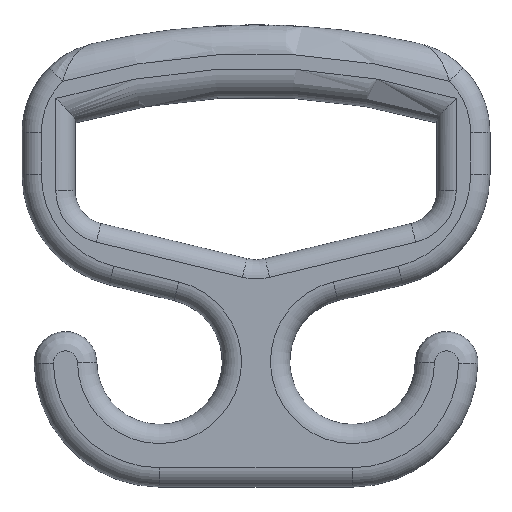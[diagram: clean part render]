
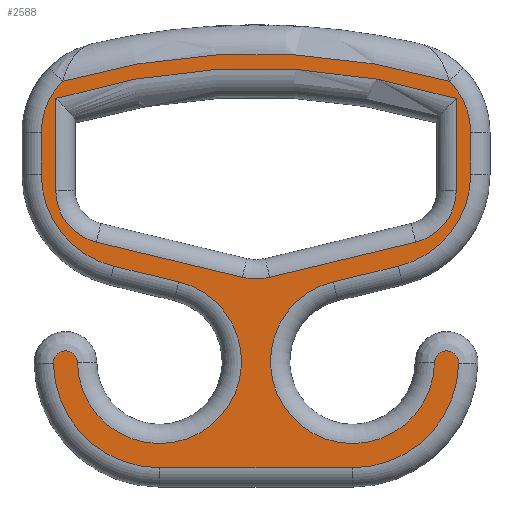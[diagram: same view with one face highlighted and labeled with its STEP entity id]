
A CAD part, top view. The second image highlights one B-rep face of the part: STEP entity #2588.
In plain terms, the highlighted planar face has unit normal (0, 0, 1).
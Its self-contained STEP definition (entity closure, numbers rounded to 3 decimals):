
#15=FACE_BOUND('',#730,.T.);
#45=PLANE('',#2820);
#161=LINE('',#5673,#302);
#162=LINE('',#5681,#303);
#164=LINE('',#5693,#305);
#166=LINE('',#5716,#307);
#167=LINE('',#5723,#308);
#168=LINE('',#5727,#309);
#169=LINE('',#5735,#310);
#170=LINE('',#5743,#311);
#171=LINE('',#5746,#312);
#302=VECTOR('',#3322,10.);
#303=VECTOR('',#3333,10.);
#305=VECTOR('',#3347,10.);
#307=VECTOR('',#3359,10.);
#308=VECTOR('',#3366,10.);
#309=VECTOR('',#3369,10.);
#310=VECTOR('',#3376,10.);
#311=VECTOR('',#3383,10.);
#312=VECTOR('',#3386,10.);
#559=FACE_OUTER_BOUND('',#729,.T.);
#729=EDGE_LOOP('',(#2209,#2210,#2211,#2212,#2213,#2214,#2215,#2216,#2217,
#2218,#2219,#2220,#2221,#2222,#2223,#2224));
#730=EDGE_LOOP('',(#2225,#2226,#2227,#2228,#2229,#2230,#2231,#2232));
#790=CIRCLE('',#2679,143.592);
#866=CIRCLE('',#2806,11.);
#870=CIRCLE('',#2812,12.);
#874=CIRCLE('',#2818,11.);
#875=CIRCLE('',#2821,14.89);
#876=CIRCLE('',#2822,14.89);
#877=CIRCLE('',#2823,19.598);
#878=CIRCLE('',#2824,17.);
#879=CIRCLE('',#2825,2.5);
#880=CIRCLE('',#2826,22.);
#881=CIRCLE('',#2827,22.);
#882=CIRCLE('',#2828,2.5);
#883=CIRCLE('',#2829,17.);
#884=CIRCLE('',#2830,19.598);
#885=CIRCLE('',#2831,140.592);
#1127=VERTEX_POINT('',#5317);
#1128=VERTEX_POINT('',#5326);
#1207=VERTEX_POINT('',#5658);
#1208=VERTEX_POINT('',#5660);
#1209=VERTEX_POINT('',#5675);
#1210=VERTEX_POINT('',#5679);
#1211=VERTEX_POINT('',#5683);
#1213=VERTEX_POINT('',#5689);
#1215=VERTEX_POINT('',#5695);
#1217=VERTEX_POINT('',#5701);
#1219=VERTEX_POINT('',#5718);
#1220=VERTEX_POINT('',#5720);
#1221=VERTEX_POINT('',#5722);
#1222=VERTEX_POINT('',#5724);
#1223=VERTEX_POINT('',#5726);
#1224=VERTEX_POINT('',#5728);
#1225=VERTEX_POINT('',#5730);
#1226=VERTEX_POINT('',#5732);
#1227=VERTEX_POINT('',#5734);
#1228=VERTEX_POINT('',#5736);
#1229=VERTEX_POINT('',#5738);
#1230=VERTEX_POINT('',#5740);
#1231=VERTEX_POINT('',#5742);
#1232=VERTEX_POINT('',#5744);
#1416=EDGE_CURVE('',#1127,#1128,#790,.T.);
#1553=EDGE_CURVE('',#1208,#1207,#161,.T.);
#1555=EDGE_CURVE('',#1207,#1209,#866,.T.);
#1557=EDGE_CURVE('',#1209,#1210,#162,.T.);
#1560=EDGE_CURVE('',#1210,#1211,#870,.T.);
#1563=EDGE_CURVE('',#1211,#1213,#164,.T.);
#1566=EDGE_CURVE('',#1213,#1215,#874,.T.);
#1569=EDGE_CURVE('',#1215,#1217,#166,.T.);
#1570=EDGE_CURVE('',#1128,#1219,#875,.T.);
#1571=EDGE_CURVE('',#1220,#1127,#876,.T.);
#1572=EDGE_CURVE('',#1221,#1220,#167,.T.);
#1573=EDGE_CURVE('',#1222,#1221,#877,.T.);
#1574=EDGE_CURVE('',#1223,#1222,#168,.T.);
#1575=EDGE_CURVE('',#1224,#1223,#878,.T.);
#1576=EDGE_CURVE('',#1225,#1224,#879,.T.);
#1577=EDGE_CURVE('',#1226,#1225,#880,.T.);
#1578=EDGE_CURVE('',#1227,#1226,#169,.T.);
#1579=EDGE_CURVE('',#1228,#1227,#881,.T.);
#1580=EDGE_CURVE('',#1229,#1228,#882,.T.);
#1581=EDGE_CURVE('',#1230,#1229,#883,.T.);
#1582=EDGE_CURVE('',#1231,#1230,#170,.T.);
#1583=EDGE_CURVE('',#1232,#1231,#884,.T.);
#1584=EDGE_CURVE('',#1219,#1232,#171,.T.);
#1585=EDGE_CURVE('',#1217,#1208,#885,.T.);
#2209=ORIENTED_EDGE('',*,*,#1570,.F.);
#2210=ORIENTED_EDGE('',*,*,#1416,.F.);
#2211=ORIENTED_EDGE('',*,*,#1571,.F.);
#2212=ORIENTED_EDGE('',*,*,#1572,.F.);
#2213=ORIENTED_EDGE('',*,*,#1573,.F.);
#2214=ORIENTED_EDGE('',*,*,#1574,.F.);
#2215=ORIENTED_EDGE('',*,*,#1575,.F.);
#2216=ORIENTED_EDGE('',*,*,#1576,.F.);
#2217=ORIENTED_EDGE('',*,*,#1577,.F.);
#2218=ORIENTED_EDGE('',*,*,#1578,.F.);
#2219=ORIENTED_EDGE('',*,*,#1579,.F.);
#2220=ORIENTED_EDGE('',*,*,#1580,.F.);
#2221=ORIENTED_EDGE('',*,*,#1581,.F.);
#2222=ORIENTED_EDGE('',*,*,#1582,.F.);
#2223=ORIENTED_EDGE('',*,*,#1583,.F.);
#2224=ORIENTED_EDGE('',*,*,#1584,.F.);
#2225=ORIENTED_EDGE('',*,*,#1585,.F.);
#2226=ORIENTED_EDGE('',*,*,#1569,.F.);
#2227=ORIENTED_EDGE('',*,*,#1566,.F.);
#2228=ORIENTED_EDGE('',*,*,#1563,.F.);
#2229=ORIENTED_EDGE('',*,*,#1560,.F.);
#2230=ORIENTED_EDGE('',*,*,#1557,.F.);
#2231=ORIENTED_EDGE('',*,*,#1555,.F.);
#2232=ORIENTED_EDGE('',*,*,#1553,.F.);
#2588=ADVANCED_FACE('',(#559,#15),#45,.T.);
#2679=AXIS2_PLACEMENT_3D('',#5327,#3017,#3018);
#2806=AXIS2_PLACEMENT_3D('',#5677,#3327,#3328);
#2812=AXIS2_PLACEMENT_3D('',#5687,#3340,#3341);
#2818=AXIS2_PLACEMENT_3D('',#5699,#3354,#3355);
#2820=AXIS2_PLACEMENT_3D('',#5717,#3360,#3361);
#2821=AXIS2_PLACEMENT_3D('',#5719,#3362,#3363);
#2822=AXIS2_PLACEMENT_3D('',#5721,#3364,#3365);
#2823=AXIS2_PLACEMENT_3D('',#5725,#3367,#3368);
#2824=AXIS2_PLACEMENT_3D('',#5729,#3370,#3371);
#2825=AXIS2_PLACEMENT_3D('',#5731,#3372,#3373);
#2826=AXIS2_PLACEMENT_3D('',#5733,#3374,#3375);
#2827=AXIS2_PLACEMENT_3D('',#5737,#3377,#3378);
#2828=AXIS2_PLACEMENT_3D('',#5739,#3379,#3380);
#2829=AXIS2_PLACEMENT_3D('',#5741,#3381,#3382);
#2830=AXIS2_PLACEMENT_3D('',#5745,#3384,#3385);
#2831=AXIS2_PLACEMENT_3D('',#5747,#3387,#3388);
#3017=DIRECTION('center_axis',(0.,0.,-1.));
#3018=DIRECTION('ref_axis',(0.,1.,0.));
#3322=DIRECTION('',(0.,-1.,0.));
#3327=DIRECTION('center_axis',(0.,0.,1.));
#3328=DIRECTION('ref_axis',(-0.785,-0.619,0.));
#3333=DIRECTION('',(0.972,-0.234,0.));
#3340=DIRECTION('center_axis',(0.,0.,1.));
#3341=DIRECTION('ref_axis',(0.,-1.,0.));
#3347=DIRECTION('',(0.972,0.234,0.));
#3354=DIRECTION('center_axis',(0.,0.,1.));
#3355=DIRECTION('ref_axis',(0.785,-0.619,0.));
#3359=DIRECTION('',(0.,1.,0.));
#3360=DIRECTION('center_axis',(0.,0.,1.));
#3361=DIRECTION('ref_axis',(1.,0.,0.));
#3362=DIRECTION('center_axis',(0.,0.,-1.));
#3363=DIRECTION('ref_axis',(0.972,0.233,0.));
#3364=DIRECTION('center_axis',(0.,0.,-1.));
#3365=DIRECTION('ref_axis',(-0.972,0.233,0.));
#3366=DIRECTION('',(0.,1.,0.));
#3367=DIRECTION('center_axis',(0.,0.,-1.));
#3368=DIRECTION('ref_axis',(-0.785,-0.619,0.));
#3369=DIRECTION('',(-0.972,0.234,0.));
#3370=DIRECTION('center_axis',(0.,0.,1.));
#3371=DIRECTION('ref_axis',(0.624,-0.781,0.));
#3372=DIRECTION('center_axis',(0.,0.,-1.));
#3373=DIRECTION('ref_axis',(-0.014,1.,0.));
#3374=DIRECTION('center_axis',(0.,0.,-1.));
#3375=DIRECTION('ref_axis',(-0.702,-0.712,0.));
#3376=DIRECTION('',(-1.,0.,0.));
#3377=DIRECTION('center_axis',(0.,0.,-1.));
#3378=DIRECTION('ref_axis',(0.702,-0.712,0.));
#3379=DIRECTION('center_axis',(0.,0.,-1.));
#3380=DIRECTION('ref_axis',(0.014,1.,0.));
#3381=DIRECTION('center_axis',(0.,0.,1.));
#3382=DIRECTION('ref_axis',(-0.624,-0.781,0.));
#3383=DIRECTION('',(-0.972,-0.234,0.));
#3384=DIRECTION('center_axis',(0.,0.,-1.));
#3385=DIRECTION('ref_axis',(0.785,-0.619,0.));
#3386=DIRECTION('',(0.,-1.,0.));
#3387=DIRECTION('center_axis',(0.,0.,1.));
#3388=DIRECTION('ref_axis',(0.,1.,0.));
#5317=CARTESIAN_POINT('',(-40.089,-13.71,15.));
#5326=CARTESIAN_POINT('',(40.089,-13.71,15.));
#5327=CARTESIAN_POINT('Origin',(0.,-151.592,
15.));
#5658=CARTESIAN_POINT('',(-41.5,-36.353,15.));
#5660=CARTESIAN_POINT('',(-41.5,-17.265,15.));
#5673=CARTESIAN_POINT('',(-41.5,-43.125,15.));
#5675=CARTESIAN_POINT('',(-33.073,-47.048,15.));
#5677=CARTESIAN_POINT('Origin',(-30.5,-36.353,15.));
#5679=CARTESIAN_POINT('',(-2.807,-54.33,15.));
#5681=CARTESIAN_POINT('',(-13.446,-51.77,15.));
#5683=CARTESIAN_POINT('',(2.807,-54.33,15.));
#5687=CARTESIAN_POINT('Origin',(0.,-42.663,
15.));
#5689=CARTESIAN_POINT('',(33.073,-47.048,15.));
#5693=CARTESIAN_POINT('',(-9.477,-57.286,15.));
#5695=CARTESIAN_POINT('',(41.5,-36.353,15.));
#5699=CARTESIAN_POINT('Origin',(30.5,-36.353,15.));
#5701=CARTESIAN_POINT('',(41.5,-17.265,15.));
#5716=CARTESIAN_POINT('',(41.5,-43.125,15.));
#5717=CARTESIAN_POINT('Origin',(-24.25,-49.896,15.));
#5718=CARTESIAN_POINT('',(44.5,-24.288,15.));
#5719=CARTESIAN_POINT('Origin',(29.61,-24.288,15.));
#5720=CARTESIAN_POINT('',(-44.5,-24.288,15.));
#5721=CARTESIAN_POINT('Origin',(-29.61,-24.288,15.));
#5722=CARTESIAN_POINT('',(-44.5,-32.97,15.));
#5723=CARTESIAN_POINT('',(-44.5,-37.092,15.));
#5724=CARTESIAN_POINT('',(-29.487,-52.025,15.));
#5725=CARTESIAN_POINT('Origin',(-24.902,-32.97,15.));
#5726=CARTESIAN_POINT('',(-16.023,-55.264,15.));
#5727=CARTESIAN_POINT('',(-27.254,-52.562,15.));
#5728=CARTESIAN_POINT('',(-36.998,-72.035,15.));
#5729=CARTESIAN_POINT('Origin',(-20.,-71.793,15.));
#5730=CARTESIAN_POINT('',(-41.998,-72.106,15.));
#5731=CARTESIAN_POINT('Origin',(-39.498,-72.07,15.));
#5732=CARTESIAN_POINT('',(-20.,-93.793,15.));
#5733=CARTESIAN_POINT('Origin',(-20.,-71.793,15.));
#5734=CARTESIAN_POINT('',(20.,-93.793,15.));
#5735=CARTESIAN_POINT('',(-22.125,-93.793,15.));
#5736=CARTESIAN_POINT('',(41.998,-72.106,15.));
#5737=CARTESIAN_POINT('Origin',(20.,-71.793,15.));
#5738=CARTESIAN_POINT('',(36.998,-72.035,15.));
#5739=CARTESIAN_POINT('Origin',(39.498,-72.07,15.));
#5740=CARTESIAN_POINT('',(16.023,-55.264,15.));
#5741=CARTESIAN_POINT('Origin',(20.,-71.793,15.));
#5742=CARTESIAN_POINT('',(29.487,-52.025,15.));
#5743=CARTESIAN_POINT('',(4.331,-58.078,15.));
#5744=CARTESIAN_POINT('',(44.5,-32.97,15.));
#5745=CARTESIAN_POINT('Origin',(24.902,-32.97,15.));
#5746=CARTESIAN_POINT('',(44.5,-37.092,15.));
#5747=CARTESIAN_POINT('Origin',(0.,-151.592,
15.));
